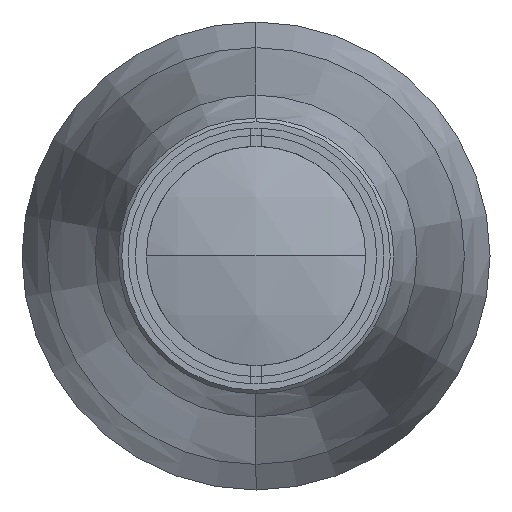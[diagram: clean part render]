
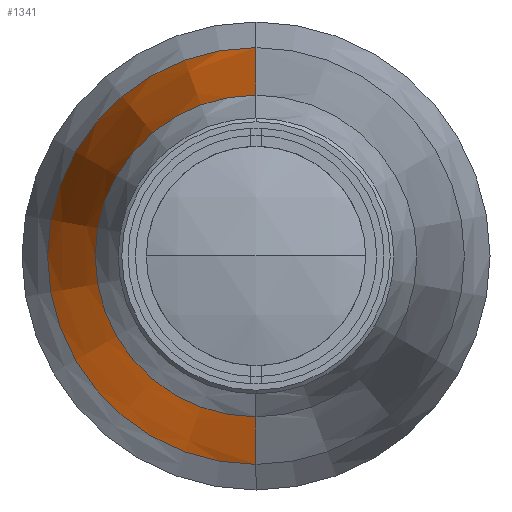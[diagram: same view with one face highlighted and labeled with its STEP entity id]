
A CAD part, left-side view. The second image highlights one B-rep face of the part: STEP entity #1341.
In plain terms, the highlighted conical face has half-angle 7 degrees and reference radius 22 mm.
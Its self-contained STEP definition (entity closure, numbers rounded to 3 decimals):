
#3 = DIRECTION ( 'NONE',  ( 0.993, 0., -0.122 ) ) ;
#31 = DIRECTION ( 'NONE',  ( 0., 0., -1. ) ) ;
#131 = CARTESIAN_POINT ( 'NONE',  ( 301.02, 0., -28.498 ) ) ;
#187 = AXIS2_PLACEMENT_3D ( 'NONE', #1675, #1655, #435 ) ;
#191 = VECTOR ( 'NONE', #1274, 1000. ) ;
#218 = EDGE_CURVE ( 'NONE', #1424, #1484, #298, .T. ) ;
#235 = CARTESIAN_POINT ( 'NONE',  ( 248.1, 0., -22. ) ) ;
#250 = EDGE_CURVE ( 'NONE', #436, #1424, #1526, .T. ) ;
#291 = CARTESIAN_POINT ( 'NONE',  ( 248.1, 0., 0. ) ) ;
#298 = CIRCLE ( 'NONE', #535, 28.498 ) ;
#326 = EDGE_LOOP ( 'NONE', ( #1294, #480, #1003, #697 ) ) ;
#359 = CIRCLE ( 'NONE', #187, 22. ) ;
#435 = DIRECTION ( 'NONE',  ( 0., 0., -1. ) ) ;
#436 = VERTEX_POINT ( 'NONE', #235 ) ;
#480 = ORIENTED_EDGE ( 'NONE', *, *, #1717, .T. ) ;
#496 = DIRECTION ( 'NONE',  ( 0., 0., -1. ) ) ;
#518 = VERTEX_POINT ( 'NONE', #774 ) ;
#535 = AXIS2_PLACEMENT_3D ( 'NONE', #1242, #1673, #31 ) ;
#617 = LINE ( 'NONE', #897, #191 ) ;
#697 = ORIENTED_EDGE ( 'NONE', *, *, #250, .F. ) ;
#769 = DIRECTION ( 'NONE',  ( 1., 0., 0. ) ) ;
#774 = CARTESIAN_POINT ( 'NONE',  ( 248.1, 0., 22. ) ) ;
#897 = CARTESIAN_POINT ( 'NONE',  ( 248.1, 0., 22. ) ) ;
#1003 = ORIENTED_EDGE ( 'NONE', *, *, #218, .F. ) ;
#1116 = CARTESIAN_POINT ( 'NONE',  ( 248.1, 0., -22. ) ) ;
#1242 = CARTESIAN_POINT ( 'NONE',  ( 301.02, 0., 0. ) ) ;
#1263 = FACE_OUTER_BOUND ( 'NONE', #326, .T. ) ;
#1274 = DIRECTION ( 'NONE',  ( 0.993, 0., 0.122 ) ) ;
#1294 = ORIENTED_EDGE ( 'NONE', *, *, #1572, .T. ) ;
#1332 = CONICAL_SURFACE ( 'NONE', #1478, 22., 0.122 ) ;
#1341 = ADVANCED_FACE ( 'NONE', ( #1263 ), #1332, .T. ) ;
#1349 = VECTOR ( 'NONE', #3, 1000. ) ;
#1424 = VERTEX_POINT ( 'NONE', #131 ) ;
#1478 = AXIS2_PLACEMENT_3D ( 'NONE', #291, #769, #496 ) ;
#1484 = VERTEX_POINT ( 'NONE', #1668 ) ;
#1526 = LINE ( 'NONE', #1116, #1349 ) ;
#1572 = EDGE_CURVE ( 'NONE', #436, #518, #359, .T. ) ;
#1655 = DIRECTION ( 'NONE',  ( 1., 0., 0. ) ) ;
#1668 = CARTESIAN_POINT ( 'NONE',  ( 301.02, 0., 28.498 ) ) ;
#1673 = DIRECTION ( 'NONE',  ( 1., 0., 0. ) ) ;
#1675 = CARTESIAN_POINT ( 'NONE',  ( 248.1, 0., 0. ) ) ;
#1717 = EDGE_CURVE ( 'NONE', #518, #1484, #617, .T. ) ;
